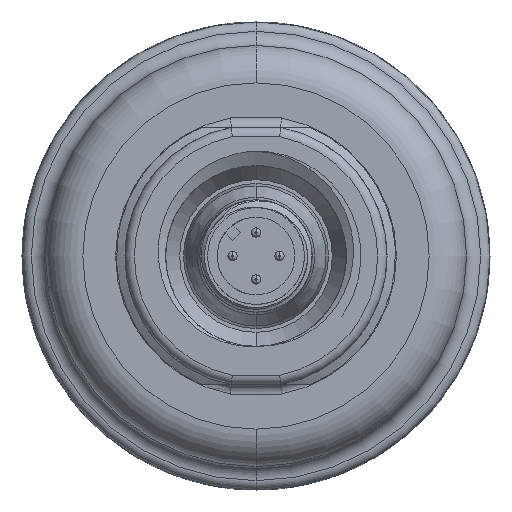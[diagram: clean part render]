
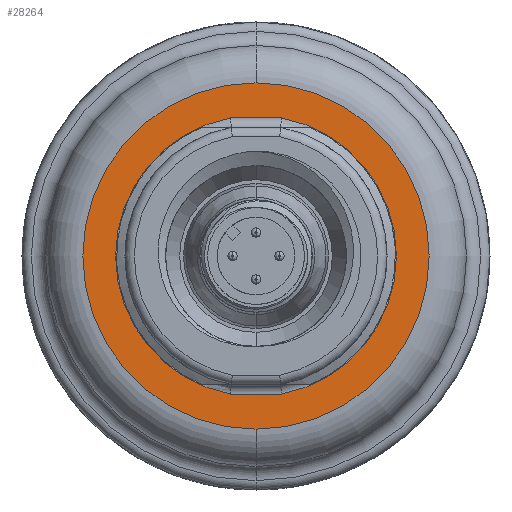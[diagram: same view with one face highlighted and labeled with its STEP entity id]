
A CAD part, front view. The second image highlights one B-rep face of the part: STEP entity #28264.
In plain terms, the highlighted planar face has unit normal (0, -1, 0).
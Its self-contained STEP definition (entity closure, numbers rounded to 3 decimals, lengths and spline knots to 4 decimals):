
#2187=CARTESIAN_POINT('',(0.,-0.1181,0.));
#2188=DIRECTION('',(0.,-1.,0.));
#2189=DIRECTION('',(0.,0.,-1.));
#2190=AXIS2_PLACEMENT_3D('',#2187,#2188,#2189);
#2192=CARTESIAN_POINT('',(0.,-0.1181,0.));
#2193=DIRECTION('',(0.,-1.,0.));
#2194=DIRECTION('',(0.,0.,1.));
#2195=AXIS2_PLACEMENT_3D('',#2192,#2193,#2194);
#2197=CARTESIAN_POINT('',(0.,-0.1181,0.));
#2198=DIRECTION('',(0.,-1.,0.));
#2199=DIRECTION('',(-0.182,0.,0.983));
#2200=AXIS2_PLACEMENT_3D('',#2197,#2198,#2199);
#2202=DIRECTION('',(1.,0.,0.));
#2203=VECTOR('',#2202,0.2147);
#2204=CARTESIAN_POINT('',(-0.1074,-0.1181,
-0.5807));
#2205=LINE('',#2204,#2203);
#2206=CARTESIAN_POINT('',(0.,-0.1181,0.));
#2207=DIRECTION('',(0.,-1.,0.));
#2208=DIRECTION('',(0.182,0.,-0.983));
#2209=AXIS2_PLACEMENT_3D('',#2206,#2207,#2208);
#2211=DIRECTION('',(-1.,0.,0.));
#2212=VECTOR('',#2211,0.2147);
#2213=CARTESIAN_POINT('',(0.1074,-0.1181,
0.5807));
#2214=LINE('',#2213,#2212);
#24014=CARTESIAN_POINT('',(-0.1074,-0.1181,
0.5807));
#24015=CARTESIAN_POINT('',(-0.1074,-0.1181,
-0.5807));
#24016=VERTEX_POINT('',#24014);
#24017=VERTEX_POINT('',#24015);
#24022=CARTESIAN_POINT('',(0.1074,-0.1181,
-0.5807));
#24023=CARTESIAN_POINT('',(0.1074,-0.1181,
0.5807));
#24024=VERTEX_POINT('',#24022);
#24025=VERTEX_POINT('',#24023);
#24366=CARTESIAN_POINT('',(0.,-0.1181,-0.7283));
#24367=CARTESIAN_POINT('',(0.,-0.1181,0.7283));
#24368=VERTEX_POINT('',#24366);
#24369=VERTEX_POINT('',#24367);
#28244=CARTESIAN_POINT('',(0.,-0.1181,0.));
#28245=DIRECTION('',(0.,-1.,0.));
#28246=DIRECTION('',(0.,0.,1.));
#28247=AXIS2_PLACEMENT_3D('',#28244,#28245,#28246);
#28248=PLANE('',#28247);
#28250=ORIENTED_EDGE('',*,*,#28249,.F.);
#28252=ORIENTED_EDGE('',*,*,#28251,.F.);
#28253=EDGE_LOOP('',(#28250,#28252));
#28254=FACE_OUTER_BOUND('',#28253,.F.);
#28255=ORIENTED_EDGE('',*,*,#28234,.T.);
#28257=ORIENTED_EDGE('',*,*,#28256,.T.);
#28259=ORIENTED_EDGE('',*,*,#28258,.T.);
#28261=ORIENTED_EDGE('',*,*,#28260,.T.);
#28262=EDGE_LOOP('',(#28255,#28257,#28259,#28261));
#28263=FACE_BOUND('',#28262,.F.);
#28264=ADVANCED_FACE('',(#28254,#28263),#28248,.T.);
#2191=CIRCLE('',#2190,0.7283);
#2196=CIRCLE('',#2195,0.7283);
#2201=CIRCLE('',#2200,0.5906);
#2210=CIRCLE('',#2209,0.5906);
#28234=EDGE_CURVE('',#24016,#24017,#2201,.T.);
#28249=EDGE_CURVE('',#24368,#24369,#2191,.T.);
#28251=EDGE_CURVE('',#24369,#24368,#2196,.T.);
#28256=EDGE_CURVE('',#24017,#24024,#2205,.T.);
#28258=EDGE_CURVE('',#24024,#24025,#2210,.T.);
#28260=EDGE_CURVE('',#24025,#24016,#2214,.T.);
